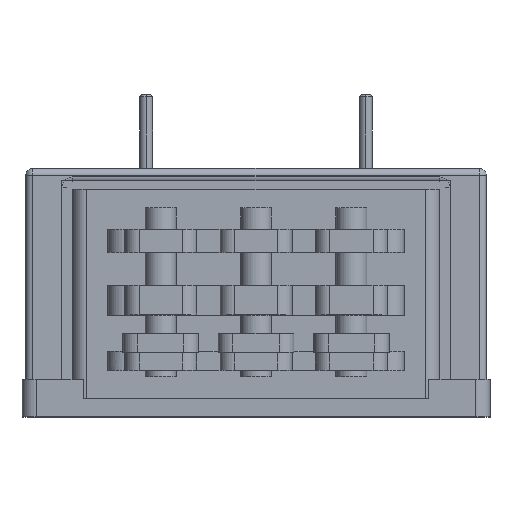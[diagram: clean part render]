
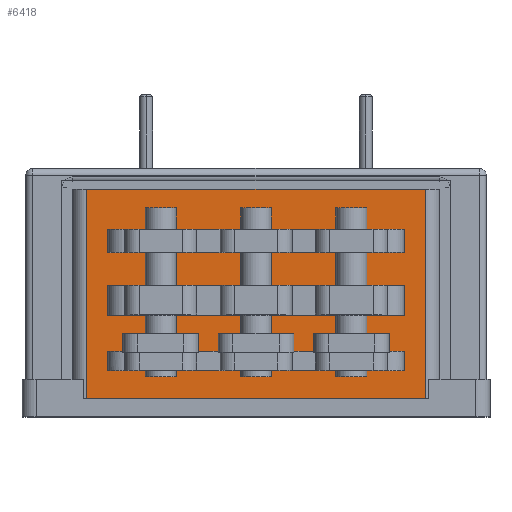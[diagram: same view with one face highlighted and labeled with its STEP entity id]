
A CAD part, top view. The second image highlights one B-rep face of the part: STEP entity #6418.
In plain terms, the highlighted planar face has unit normal (0, 0, 1).
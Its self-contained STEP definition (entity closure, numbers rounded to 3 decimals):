
#427 = EDGE_LOOP ( 'NONE', ( #11413, #1739, #10194, #2912 ) ) ;
#584 = CARTESIAN_POINT ( 'NONE',  ( 41.552, -11.822, 19.03 ) ) ;
#752 = EDGE_CURVE ( 'NONE', #24845, #1039, #7647, .T. ) ;
#820 = LINE ( 'NONE', #9358, #22891 ) ;
#1039 = VERTEX_POINT ( 'NONE', #20472 ) ;
#1126 = ORIENTED_EDGE ( 'NONE', *, *, #752, .F. ) ;
#1426 = EDGE_CURVE ( 'NONE', #4136, #6099, #15169, .T. ) ;
#1708 = CARTESIAN_POINT ( 'NONE',  ( 41.552, 7.778, 19.03 ) ) ;
#1739 = ORIENTED_EDGE ( 'NONE', *, *, #12808, .F. ) ;
#1754 = VECTOR ( 'NONE', #3983, 1000. ) ;
#1999 = CARTESIAN_POINT ( 'NONE',  ( 0.352, -11.822, 19.03 ) ) ;
#2518 = VERTEX_POINT ( 'NONE', #1708 ) ;
#2765 = DIRECTION ( 'NONE',  ( 1., 0., 0. ) ) ;
#2830 = DIRECTION ( 'NONE',  ( 0., 1., 0. ) ) ;
#2843 = CARTESIAN_POINT ( 'NONE',  ( 44.452, 13.378, 19.03 ) ) ;
#2888 = DIRECTION ( 'NONE',  ( 0., -1., 0. ) ) ;
#2912 = ORIENTED_EDGE ( 'NONE', *, *, #18281, .F. ) ;
#3390 = LINE ( 'NONE', #28599, #9253 ) ;
#3482 = LINE ( 'NONE', #28393, #8664 ) ;
#3983 = DIRECTION ( 'NONE',  ( 0., -1., 0. ) ) ;
#4136 = VERTEX_POINT ( 'NONE', #17375 ) ;
#4146 = ORIENTED_EDGE ( 'NONE', *, *, #18815, .F. ) ;
#4221 = DIRECTION ( 'NONE',  ( 1., 0., 0. ) ) ;
#4261 = DIRECTION ( 'NONE',  ( 1., 0., 0. ) ) ;
#4273 = ORIENTED_EDGE ( 'NONE', *, *, #1426, .T. ) ;
#4462 = CARTESIAN_POINT ( 'NONE',  ( 0.352, 4.578, 19.03 ) ) ;
#4489 = ORIENTED_EDGE ( 'NONE', *, *, #23806, .T. ) ;
#4549 = EDGE_LOOP ( 'NONE', ( #16534, #6851, #4273, #4489 ) ) ;
#4755 = VECTOR ( 'NONE', #21054, 1000. ) ;
#4812 = LINE ( 'NONE', #9450, #27632 ) ;
#5475 = LINE ( 'NONE', #13727, #6168 ) ;
#5507 = CARTESIAN_POINT ( 'NONE',  ( 0.352, -0.022, 19.03 ) ) ;
#6025 = CARTESIAN_POINT ( 'NONE',  ( -2.548, 13.378, 19.03 ) ) ;
#6099 = VERTEX_POINT ( 'NONE', #8127 ) ;
#6168 = VECTOR ( 'NONE', #2765, 1000. ) ;
#6418 = ADVANCED_FACE ( 'NONE', ( #9362, #24916, #18998, #13124 ), #10420, .F. ) ;
#6723 = EDGE_CURVE ( 'NONE', #28416, #22775, #12064, .T. ) ;
#6774 = VERTEX_POINT ( 'NONE', #9535 ) ;
#6851 = ORIENTED_EDGE ( 'NONE', *, *, #10602, .T. ) ;
#6995 = CARTESIAN_POINT ( 'NONE',  ( 41.552, 4.578, 19.03 ) ) ;
#7258 = CARTESIAN_POINT ( 'NONE',  ( 0.352, 7.778, 19.03 ) ) ;
#7322 = LINE ( 'NONE', #18228, #24216 ) ;
#7560 = LINE ( 'NONE', #18844, #4755 ) ;
#7647 = LINE ( 'NONE', #17082, #1754 ) ;
#8127 = CARTESIAN_POINT ( 'NONE',  ( 44.452, -16.222, 19.03 ) ) ;
#8664 = VECTOR ( 'NONE', #19556, 1000. ) ;
#8717 = CARTESIAN_POINT ( 'NONE',  ( 41.552, -0.022, 19.03 ) ) ;
#8928 = EDGE_LOOP ( 'NONE', ( #1126, #16852, #4146, #12515 ) ) ;
#9253 = VECTOR ( 'NONE', #15361, 1000. ) ;
#9307 = VECTOR ( 'NONE', #24736, 1000. ) ;
#9358 = CARTESIAN_POINT ( 'NONE',  ( 0.352, -9.122, 19.03 ) ) ;
#9362 = FACE_BOUND ( 'NONE', #8928, .T. ) ;
#9450 = CARTESIAN_POINT ( 'NONE',  ( -2.548, -16.222, 19.03 ) ) ;
#9535 = CARTESIAN_POINT ( 'NONE',  ( 41.552, -4.122, 19.03 ) ) ;
#9542 = DIRECTION ( 'NONE',  ( 0., 0., -1. ) ) ;
#9595 = CARTESIAN_POINT ( 'NONE',  ( 0.352, 7.778, 19.03 ) ) ;
#9679 = CARTESIAN_POINT ( 'NONE',  ( 0.352, -0.022, 19.03 ) ) ;
#9833 = LINE ( 'NONE', #27381, #21534 ) ;
#10073 = VECTOR ( 'NONE', #27388, 1000. ) ;
#10194 = ORIENTED_EDGE ( 'NONE', *, *, #23059, .F. ) ;
#10314 = CARTESIAN_POINT ( 'NONE',  ( 41.552, -9.122, 19.03 ) ) ;
#10420 = PLANE ( 'NONE',  #28222 ) ;
#10602 = EDGE_CURVE ( 'NONE', #22775, #4136, #4812, .T. ) ;
#11156 = VECTOR ( 'NONE', #20750, 1000. ) ;
#11370 = VECTOR ( 'NONE', #24806, 1000. ) ;
#11413 = ORIENTED_EDGE ( 'NONE', *, *, #16077, .F. ) ;
#11552 = DIRECTION ( 'NONE',  ( 0., -1., 0. ) ) ;
#11641 = CARTESIAN_POINT ( 'NONE',  ( 44.452, -16.222, 19.03 ) ) ;
#12009 = EDGE_CURVE ( 'NONE', #13960, #24213, #820, .T. ) ;
#12064 = LINE ( 'NONE', #18188, #11370 ) ;
#12402 = ORIENTED_EDGE ( 'NONE', *, *, #16382, .F. ) ;
#12515 = ORIENTED_EDGE ( 'NONE', *, *, #12934, .F. ) ;
#12681 = ORIENTED_EDGE ( 'NONE', *, *, #23484, .F. ) ;
#12808 = EDGE_CURVE ( 'NONE', #2518, #23798, #15950, .T. ) ;
#12934 = EDGE_CURVE ( 'NONE', #1039, #6774, #25356, .T. ) ;
#13124 = FACE_BOUND ( 'NONE', #25355, .T. ) ;
#13551 = VECTOR ( 'NONE', #4261, 1000. ) ;
#13727 = CARTESIAN_POINT ( 'NONE',  ( 0.352, 4.578, 19.03 ) ) ;
#13862 = DIRECTION ( 'NONE',  ( 0., 1., 0. ) ) ;
#13960 = VERTEX_POINT ( 'NONE', #26817 ) ;
#14117 = VECTOR ( 'NONE', #13862, 1000. ) ;
#14313 = CARTESIAN_POINT ( 'NONE',  ( 0.352, -11.822, 19.03 ) ) ;
#15169 = LINE ( 'NONE', #20239, #9307 ) ;
#15361 = DIRECTION ( 'NONE',  ( 0., 1., 0. ) ) ;
#15452 = VECTOR ( 'NONE', #4221, 1000. ) ;
#15950 = LINE ( 'NONE', #9595, #10073 ) ;
#16077 = EDGE_CURVE ( 'NONE', #23798, #28202, #7560, .T. ) ;
#16249 = DIRECTION ( 'NONE',  ( -1., 0., 0. ) ) ;
#16382 = EDGE_CURVE ( 'NONE', #24213, #19020, #27908, .T. ) ;
#16534 = ORIENTED_EDGE ( 'NONE', *, *, #6723, .T. ) ;
#16852 = ORIENTED_EDGE ( 'NONE', *, *, #21630, .F. ) ;
#17031 = LINE ( 'NONE', #9679, #11156 ) ;
#17082 = CARTESIAN_POINT ( 'NONE',  ( 0.352, -0.022, 19.03 ) ) ;
#17375 = CARTESIAN_POINT ( 'NONE',  ( -2.548, -16.222, 19.03 ) ) ;
#17440 = CARTESIAN_POINT ( 'NONE',  ( 0.352, -4.122, 19.03 ) ) ;
#18188 = CARTESIAN_POINT ( 'NONE',  ( -4.548, 13.378, 19.03 ) ) ;
#18228 = CARTESIAN_POINT ( 'NONE',  ( 41.552, 7.778, 19.03 ) ) ;
#18281 = EDGE_CURVE ( 'NONE', #28202, #27288, #5475, .T. ) ;
#18815 = EDGE_CURVE ( 'NONE', #6774, #18832, #3390, .T. ) ;
#18832 = VERTEX_POINT ( 'NONE', #8717 ) ;
#18844 = CARTESIAN_POINT ( 'NONE',  ( 0.352, 7.778, 19.03 ) ) ;
#18998 = FACE_BOUND ( 'NONE', #427, .T. ) ;
#19020 = VERTEX_POINT ( 'NONE', #584 ) ;
#19556 = DIRECTION ( 'NONE',  ( 0., 1., 0. ) ) ;
#20239 = CARTESIAN_POINT ( 'NONE',  ( -4.548, -16.222, 19.03 ) ) ;
#20335 = VERTEX_POINT ( 'NONE', #10314 ) ;
#20472 = CARTESIAN_POINT ( 'NONE',  ( 0.352, -4.122, 19.03 ) ) ;
#20530 = CARTESIAN_POINT ( 'NONE',  ( 20.952, -16.222, 19.03 ) ) ;
#20750 = DIRECTION ( 'NONE',  ( -1., 0., 0. ) ) ;
#21054 = DIRECTION ( 'NONE',  ( 0., -1., 0. ) ) ;
#21126 = ORIENTED_EDGE ( 'NONE', *, *, #12009, .F. ) ;
#21377 = LINE ( 'NONE', #11641, #14117 ) ;
#21534 = VECTOR ( 'NONE', #16249, 1000. ) ;
#21630 = EDGE_CURVE ( 'NONE', #18832, #24845, #17031, .T. ) ;
#22775 = VERTEX_POINT ( 'NONE', #6025 ) ;
#22891 = VECTOR ( 'NONE', #11552, 1000. ) ;
#23059 = EDGE_CURVE ( 'NONE', #27288, #2518, #7322, .T. ) ;
#23484 = EDGE_CURVE ( 'NONE', #19020, #20335, #3482, .T. ) ;
#23798 = VERTEX_POINT ( 'NONE', #7258 ) ;
#23806 = EDGE_CURVE ( 'NONE', #6099, #28416, #21377, .T. ) ;
#24213 = VERTEX_POINT ( 'NONE', #14313 ) ;
#24216 = VECTOR ( 'NONE', #2830, 1000. ) ;
#24736 = DIRECTION ( 'NONE',  ( 1., 0., 0. ) ) ;
#24806 = DIRECTION ( 'NONE',  ( -1., 0., 0. ) ) ;
#24845 = VERTEX_POINT ( 'NONE', #5507 ) ;
#24916 = FACE_OUTER_BOUND ( 'NONE', #4549, .T. ) ;
#25020 = DIRECTION ( 'NONE',  ( -1., 0., 0. ) ) ;
#25355 = EDGE_LOOP ( 'NONE', ( #21126, #25641, #12681, #12402 ) ) ;
#25356 = LINE ( 'NONE', #17440, #13551 ) ;
#25641 = ORIENTED_EDGE ( 'NONE', *, *, #26832, .F. ) ;
#26817 = CARTESIAN_POINT ( 'NONE',  ( 0.352, -9.122, 19.03 ) ) ;
#26832 = EDGE_CURVE ( 'NONE', #20335, #13960, #9833, .T. ) ;
#27288 = VERTEX_POINT ( 'NONE', #6995 ) ;
#27381 = CARTESIAN_POINT ( 'NONE',  ( 0.352, -9.122, 19.03 ) ) ;
#27388 = DIRECTION ( 'NONE',  ( -1., 0., 0. ) ) ;
#27632 = VECTOR ( 'NONE', #2888, 1000. ) ;
#27908 = LINE ( 'NONE', #1999, #15452 ) ;
#28202 = VERTEX_POINT ( 'NONE', #4462 ) ;
#28222 = AXIS2_PLACEMENT_3D ( 'NONE', #20530, #9542, #25020 ) ;
#28393 = CARTESIAN_POINT ( 'NONE',  ( 41.552, -9.122, 19.03 ) ) ;
#28416 = VERTEX_POINT ( 'NONE', #2843 ) ;
#28599 = CARTESIAN_POINT ( 'NONE',  ( 41.552, -0.022, 19.03 ) ) ;
